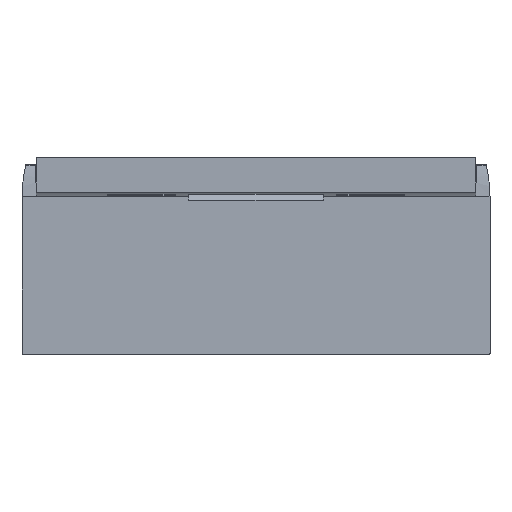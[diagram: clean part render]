
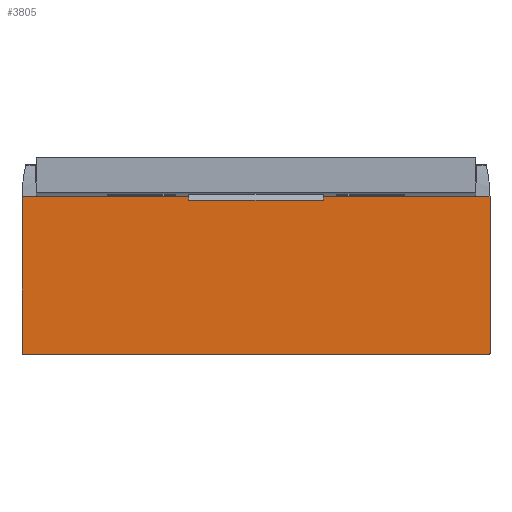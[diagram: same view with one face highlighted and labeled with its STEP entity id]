
A CAD part, top view. The second image highlights one B-rep face of the part: STEP entity #3805.
In plain terms, the highlighted planar face has unit normal (0, 0, 1).
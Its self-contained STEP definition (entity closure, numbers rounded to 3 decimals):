
#131=CIRCLE('',#4059,0.2);
#132=CIRCLE('',#4060,0.2);
#447=ORIENTED_EDGE('',*,*,#1566,.T.);
#448=ORIENTED_EDGE('',*,*,#1570,.T.);
#449=ORIENTED_EDGE('',*,*,#1571,.F.);
#450=ORIENTED_EDGE('',*,*,#1572,.F.);
#451=ORIENTED_EDGE('',*,*,#1550,.T.);
#452=ORIENTED_EDGE('',*,*,#1573,.T.);
#453=ORIENTED_EDGE('',*,*,#1574,.T.);
#454=ORIENTED_EDGE('',*,*,#1468,.F.);
#455=ORIENTED_EDGE('',*,*,#1575,.T.);
#456=ORIENTED_EDGE('',*,*,#1576,.T.);
#1468=EDGE_CURVE('',#2033,#2034,#2392,.T.);
#1550=EDGE_CURVE('',#2102,#2105,#2466,.T.);
#1566=EDGE_CURVE('',#2117,#2116,#2475,.T.);
#1570=EDGE_CURVE('',#2116,#2120,#2477,.T.);
#1571=EDGE_CURVE('',#2121,#2120,#2478,.F.);
#1572=EDGE_CURVE('',#2102,#2121,#2479,.T.);
#1573=EDGE_CURVE('',#2105,#2122,#2480,.T.);
#1574=EDGE_CURVE('',#2122,#2034,#131,.T.);
#1575=EDGE_CURVE('',#2033,#2123,#132,.T.);
#1576=EDGE_CURVE('',#2123,#2117,#2481,.T.);
#2033=VERTEX_POINT('',#5630);
#2034=VERTEX_POINT('',#5632);
#2102=VERTEX_POINT('',#5783);
#2105=VERTEX_POINT('',#5789);
#2116=VERTEX_POINT('',#5821);
#2117=VERTEX_POINT('',#5823);
#2120=VERTEX_POINT('',#5831);
#2121=VERTEX_POINT('',#5833);
#2122=VERTEX_POINT('',#5836);
#2123=VERTEX_POINT('',#5839);
#2392=LINE('',#5631,#2842);
#2466=LINE('',#5790,#2916);
#2475=LINE('',#5822,#2925);
#2477=LINE('',#5830,#2927);
#2478=LINE('',#5832,#2928);
#2479=LINE('',#5834,#2929);
#2480=LINE('',#5835,#2930);
#2481=LINE('',#5840,#2931);
#2842=VECTOR('',#4471,1000.);
#2916=VECTOR('',#4571,1000.);
#2925=VECTOR('',#4604,1000.);
#2927=VECTOR('',#4612,1000.);
#2928=VECTOR('',#4613,1000.);
#2929=VECTOR('',#4614,1000.);
#2930=VECTOR('',#4615,1000.);
#2931=VECTOR('',#4620,1000.);
#3246=EDGE_LOOP('',(#447,#448,#449,#450,#451,#452,#453,#454,#455,#456));
#3462=FACE_BOUND('',#3246,.T.);
#3661=PLANE('',#4058);
#3805=ADVANCED_FACE('',(#3462),#3661,.F.);
#4058=AXIS2_PLACEMENT_3D('',#5829,#4610,#4611);
#4059=AXIS2_PLACEMENT_3D('',#5837,#4616,#4617);
#4060=AXIS2_PLACEMENT_3D('',#5838,#4618,#4619);
#4471=DIRECTION('',(-1.,0.,0.));
#4571=DIRECTION('',(-1.,0.,0.));
#4604=DIRECTION('',(-1.,0.,0.));
#4610=DIRECTION('',(0.,0.,-1.));
#4611=DIRECTION('',(-1.,0.,0.));
#4612=DIRECTION('',(0.,-1.,0.));
#4613=DIRECTION('',(-1.,0.,0.));
#4614=DIRECTION('',(0.,-1.,0.));
#4615=DIRECTION('',(0.,-1.,0.));
#4616=DIRECTION('',(0.,0.,1.));
#4617=DIRECTION('',(1.,0.,0.));
#4618=DIRECTION('',(0.,0.,1.));
#4619=DIRECTION('',(1.,0.,0.));
#4620=DIRECTION('',(0.,1.,0.));
#5630=CARTESIAN_POINT('',(34.5,0.,0.));
#5631=CARTESIAN_POINT('',(37.5,0.,0.));
#5632=CARTESIAN_POINT('',(-34.5,0.,0.));
#5783=CARTESIAN_POINT('',(-10.,23.4,0.));
#5789=CARTESIAN_POINT('',(-34.7,23.4,0.));
#5790=CARTESIAN_POINT('',(37.5,23.4,0.));
#5821=CARTESIAN_POINT('',(10.,23.4,0.));
#5822=CARTESIAN_POINT('',(37.5,23.4,0.));
#5823=CARTESIAN_POINT('',(34.7,23.4,0.));
#5829=CARTESIAN_POINT('',(37.5,23.4,0.));
#5830=CARTESIAN_POINT('',(10.,23.4,0.));
#5831=CARTESIAN_POINT('',(10.,22.854,0.));
#5832=CARTESIAN_POINT('',(10.,22.854,0.));
#5833=CARTESIAN_POINT('',(-10.,22.854,0.));
#5834=CARTESIAN_POINT('',(-10.,23.4,0.));
#5835=CARTESIAN_POINT('',(-34.7,23.4,0.));
#5836=CARTESIAN_POINT('',(-34.7,0.2,0.));
#5837=CARTESIAN_POINT('',(-34.5,0.2,0.));
#5838=CARTESIAN_POINT('',(34.5,0.2,0.));
#5839=CARTESIAN_POINT('',(34.7,0.2,0.));
#5840=CARTESIAN_POINT('',(34.7,0.2,0.));
